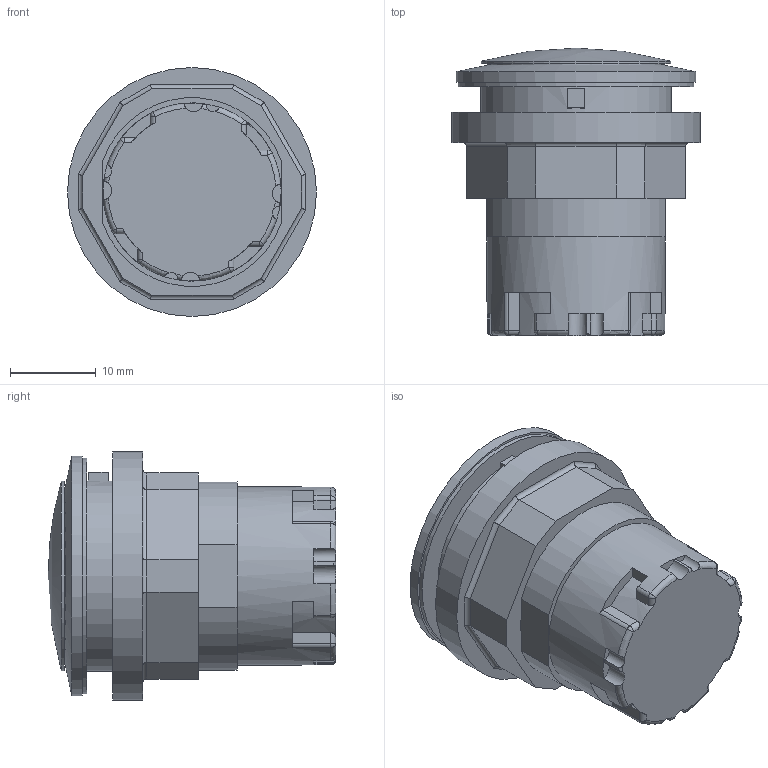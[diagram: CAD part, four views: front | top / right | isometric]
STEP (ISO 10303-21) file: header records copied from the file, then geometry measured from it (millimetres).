
FILE_DESCRIPTION(/* description */ (''),/* implementation_level */ '2;1');
FILE_NAME(/* name */ 'JRN.stp',/* time_stamp */ '2019-11-22T11:50:41+01:00',/* author */ ('thagel'),/* organization */ (''),/* preprocessor_version */ 'ST-DEVELOPER v17.2',/* originating_system */ 'Autodesk Inventor 2019',/* authorisation */ '');
FILE_SCHEMA (('AUTOMOTIVE_DESIGN { 1 0 10303 214 3 1 1 }'));
Length unit declared in the file: millimetre
Products named in the file (1): JRN
Bounding box: 29 x 33.49 x 29 mm (x, y, z)
Volume: 12699.9 mm3; surface area: 8926 mm2
Topology: 1 solids, 2 shells, 341 faces, 995 edges, 658 vertices
Faces by surface type: plane 154, cylinder 139, torus 25, cone 13, sphere 10
Full cylindrical faces by diameter (mm): 16.6 x1, 17.1 x1, 17.873 x4, 18 x1, 18.1 x1, 18.3 x1, 18.6 x2, 19.7 x1, 20.05 x1, 20.75 x1, 22.05 x1, 22.2 x1, 22.5 x1, 25.3 x1, 27.4 x1, 27.9 x1, 29 x1
Entity records: 12367 total; most frequent: CARTESIAN_POINT 3266, ORIENTED_EDGE 1978, DIRECTION 1875, EDGE_CURVE 989, AXIS2_PLACEMENT_3D 710, VERTEX_POINT 658, LINE 455, VECTOR 455
